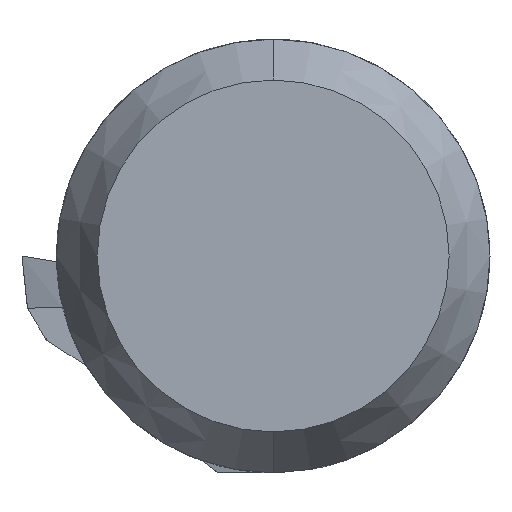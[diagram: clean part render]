
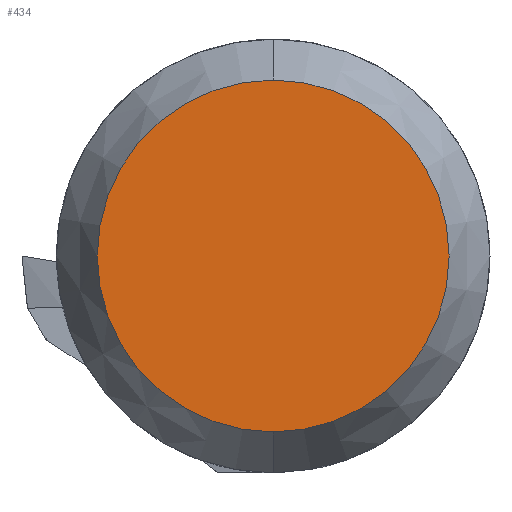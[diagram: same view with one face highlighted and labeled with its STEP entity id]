
A CAD part, left-side view. The second image highlights one B-rep face of the part: STEP entity #434.
In plain terms, the highlighted planar face has unit normal (-1, 0, 0).
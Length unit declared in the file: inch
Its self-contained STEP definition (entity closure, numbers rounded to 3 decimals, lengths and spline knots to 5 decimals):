
#12 = DIRECTION ( 'NONE',  ( 0., 0., -1. ) ) ;
#76 = PLANE ( 'NONE',  #605 ) ;
#120 = DIRECTION ( 'NONE',  ( -1., 0., 0. ) ) ;
#131 = CARTESIAN_POINT ( 'NONE',  ( 0., 0., -0.076 ) ) ;
#158 = CIRCLE ( 'NONE', #298, 0.076 ) ;
#218 = DIRECTION ( 'NONE',  ( 0., 0., 1. ) ) ;
#225 = EDGE_CURVE ( 'NONE', #558, #475, #460, .T. ) ;
#285 = CARTESIAN_POINT ( 'NONE',  ( 0., 0., 0.076 ) ) ;
#298 = AXIS2_PLACEMENT_3D ( 'NONE', #329, #120, #218 ) ;
#329 = CARTESIAN_POINT ( 'NONE',  ( 0., 0., 0. ) ) ;
#360 = DIRECTION ( 'NONE',  ( 0., 0., 1. ) ) ;
#391 = EDGE_LOOP ( 'NONE', ( #504, #646 ) ) ;
#419 = AXIS2_PLACEMENT_3D ( 'NONE', #421, #425, #360 ) ;
#421 = CARTESIAN_POINT ( 'NONE',  ( 0., 0., 0. ) ) ;
#425 = DIRECTION ( 'NONE',  ( -1., 0., 0. ) ) ;
#434 = ADVANCED_FACE ( 'NONE', ( #484 ), #76, .F. ) ;
#435 = CARTESIAN_POINT ( 'NONE',  ( 0., 0., 0. ) ) ;
#460 = CIRCLE ( 'NONE', #419, 0.076 ) ;
#462 = EDGE_CURVE ( 'NONE', #475, #558, #158, .T. ) ;
#475 = VERTEX_POINT ( 'NONE', #285 ) ;
#484 = FACE_OUTER_BOUND ( 'NONE', #391, .T. ) ;
#504 = ORIENTED_EDGE ( 'NONE', *, *, #225, .T. ) ;
#542 = DIRECTION ( 'NONE',  ( 1., 0., 0. ) ) ;
#558 = VERTEX_POINT ( 'NONE', #131 ) ;
#605 = AXIS2_PLACEMENT_3D ( 'NONE', #435, #542, #12 ) ;
#646 = ORIENTED_EDGE ( 'NONE', *, *, #462, .T. ) ;
